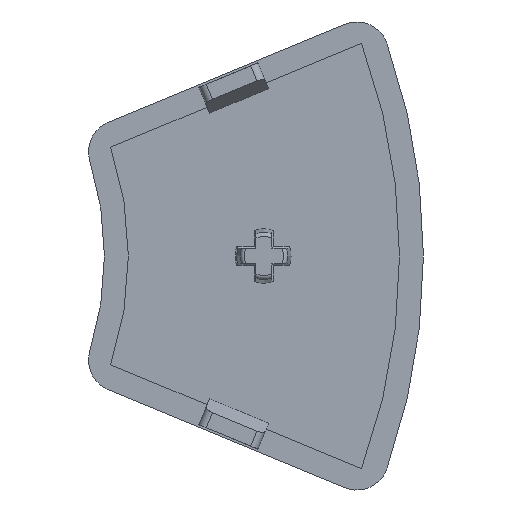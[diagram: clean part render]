
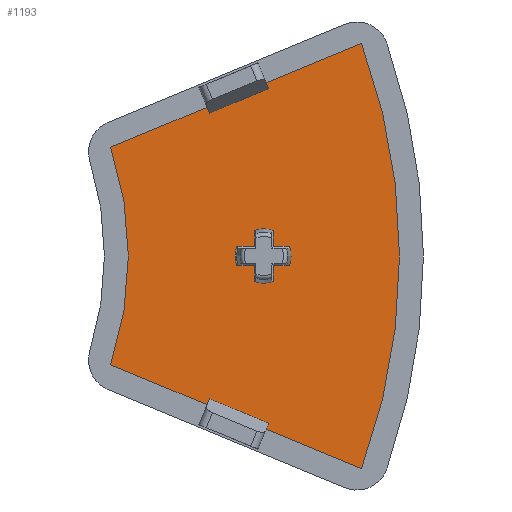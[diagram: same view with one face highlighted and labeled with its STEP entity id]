
A CAD part, front view. The second image highlights one B-rep face of the part: STEP entity #1193.
In plain terms, the highlighted planar face has unit normal (0, -1, 0).
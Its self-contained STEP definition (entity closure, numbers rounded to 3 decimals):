
#24 = VERTEX_POINT('',#25);
#25 = CARTESIAN_POINT('',(-7.115,-3.,18.659));
#40 = VERTEX_POINT('',#41);
#41 = CARTESIAN_POINT('',(-19.222,-3.,13.644));
#47 = EDGE_CURVE('',#40,#24,#48,.T.);
#48 = LINE('',#49,#50);
#49 = CARTESIAN_POINT('',(-19.222,-3.,13.644));
#50 = VECTOR('',#51,1.);
#51 = DIRECTION('',(0.924,0.,0.383));
#62 = VERTEX_POINT('',#63);
#63 = CARTESIAN_POINT('',(-7.115,-3.,-18.659));
#71 = EDGE_CURVE('',#62,#72,#74,.T.);
#72 = VERTEX_POINT('',#73);
#73 = CARTESIAN_POINT('',(-19.222,-3.,-13.644));
#74 = LINE('',#75,#76);
#75 = CARTESIAN_POINT('',(12.233,-3.,-26.673));
#76 = VECTOR('',#77,1.);
#77 = DIRECTION('',(-0.924,0.,0.383));
#163 = VERTEX_POINT('',#164);
#164 = CARTESIAN_POINT('',(-1.2,-3.,-3.181));
#171 = EDGE_CURVE('',#172,#163,#174,.T.);
#172 = VERTEX_POINT('',#173);
#173 = CARTESIAN_POINT('',(1.2,-3.,-3.181));
#174 = CIRCLE('',#175,3.4);
#175 = AXIS2_PLACEMENT_3D('',#176,#177,#178);
#176 = CARTESIAN_POINT('',(0.,-3.,0.));
#177 = DIRECTION('',(0.,1.,0.));
#178 = DIRECTION('',(0.,-0.,1.));
#223 = VERTEX_POINT('',#224);
#224 = CARTESIAN_POINT('',(1.2,-3.,3.181));
#231 = EDGE_CURVE('',#232,#223,#234,.T.);
#232 = VERTEX_POINT('',#233);
#233 = CARTESIAN_POINT('',(-1.2,-3.,3.181));
#234 = CIRCLE('',#235,3.4);
#235 = AXIS2_PLACEMENT_3D('',#236,#237,#238);
#236 = CARTESIAN_POINT('',(0.,-3.,0.));
#237 = DIRECTION('',(0.,1.,0.));
#238 = DIRECTION('',(0.,-0.,1.));
#1101 = EDGE_CURVE('',#40,#72,#1102,.T.);
#1102 = CIRCLE('',#1103,43.);
#1103 = AXIS2_PLACEMENT_3D('',#1104,#1105,#1106);
#1104 = CARTESIAN_POINT('',(-60.,-3.,0.));
#1105 = DIRECTION('',(-0.,1.,0.));
#1106 = DIRECTION('',(1.,0.,0.));
#1118 = VERTEX_POINT('',#1119);
#1119 = CARTESIAN_POINT('',(0.276,-3.,-21.72));
#1127 = VERTEX_POINT('',#1128);
#1128 = CARTESIAN_POINT('',(12.233,-3.,-26.673));
#1134 = EDGE_CURVE('',#1127,#1118,#1135,.T.);
#1135 = LINE('',#1136,#1137);
#1136 = CARTESIAN_POINT('',(12.233,-3.,-26.673));
#1137 = VECTOR('',#1138,1.);
#1138 = DIRECTION('',(-0.924,0.,0.383));
#1149 = EDGE_CURVE('',#1150,#1127,#1152,.T.);
#1150 = VERTEX_POINT('',#1151);
#1151 = CARTESIAN_POINT('',(12.233,-3.,26.673));
#1152 = CIRCLE('',#1153,77.);
#1153 = AXIS2_PLACEMENT_3D('',#1154,#1155,#1156);
#1154 = CARTESIAN_POINT('',(-60.,-3.,0.));
#1155 = DIRECTION('',(-0.,1.,0.));
#1156 = DIRECTION('',(1.,0.,0.));
#1174 = VERTEX_POINT('',#1175);
#1175 = CARTESIAN_POINT('',(0.276,-3.,21.72));
#1181 = EDGE_CURVE('',#1174,#1150,#1182,.T.);
#1182 = LINE('',#1183,#1184);
#1183 = CARTESIAN_POINT('',(-19.222,-3.,13.644));
#1184 = VECTOR('',#1185,1.);
#1185 = DIRECTION('',(0.924,0.,0.383));
#1193 = ADVANCED_FACE('',(#1194,#1246),#1328,.F.);
#1194 = FACE_BOUND('',#1195,.T.);
#1195 = EDGE_LOOP('',(#1196,#1206,#1212,#1213,#1214,#1215,#1223,#1231,
    #1237,#1238,#1239,#1240));
#1196 = ORIENTED_EDGE('',*,*,#1197,.T.);
#1197 = EDGE_CURVE('',#1198,#1200,#1202,.T.);
#1198 = VERTEX_POINT('',#1199);
#1199 = CARTESIAN_POINT('',(0.583,-3.,20.981));
#1200 = VERTEX_POINT('',#1201);
#1201 = CARTESIAN_POINT('',(-6.809,-3.,17.92));
#1202 = LINE('',#1203,#1204);
#1203 = CARTESIAN_POINT('',(0.583,-3.,20.981));
#1204 = VECTOR('',#1205,1.);
#1205 = DIRECTION('',(-0.924,0.,-0.383));
#1206 = ORIENTED_EDGE('',*,*,#1207,.T.);
#1207 = EDGE_CURVE('',#1200,#24,#1208,.T.);
#1208 = LINE('',#1209,#1210);
#1209 = CARTESIAN_POINT('',(-6.809,-3.,17.92));
#1210 = VECTOR('',#1211,1.);
#1211 = DIRECTION('',(-0.383,0.,0.924));
#1212 = ORIENTED_EDGE('',*,*,#47,.F.);
#1213 = ORIENTED_EDGE('',*,*,#1101,.T.);
#1214 = ORIENTED_EDGE('',*,*,#71,.F.);
#1215 = ORIENTED_EDGE('',*,*,#1216,.T.);
#1216 = EDGE_CURVE('',#62,#1217,#1219,.T.);
#1217 = VERTEX_POINT('',#1218);
#1218 = CARTESIAN_POINT('',(-6.809,-3.,-17.92));
#1219 = LINE('',#1220,#1221);
#1220 = CARTESIAN_POINT('',(-8.263,-3.,-21.43));
#1221 = VECTOR('',#1222,1.);
#1222 = DIRECTION('',(0.383,0.,0.924));
#1223 = ORIENTED_EDGE('',*,*,#1224,.T.);
#1224 = EDGE_CURVE('',#1217,#1225,#1227,.T.);
#1225 = VERTEX_POINT('',#1226);
#1226 = CARTESIAN_POINT('',(0.583,-3.,-20.981));
#1227 = LINE('',#1228,#1229);
#1228 = CARTESIAN_POINT('',(-6.809,-3.,-17.92));
#1229 = VECTOR('',#1230,1.);
#1230 = DIRECTION('',(0.924,0.,-0.383));
#1231 = ORIENTED_EDGE('',*,*,#1232,.T.);
#1232 = EDGE_CURVE('',#1225,#1118,#1233,.T.);
#1233 = LINE('',#1234,#1235);
#1234 = CARTESIAN_POINT('',(0.583,-3.,-20.981));
#1235 = VECTOR('',#1236,1.);
#1236 = DIRECTION('',(-0.383,0.,-0.924));
#1237 = ORIENTED_EDGE('',*,*,#1134,.F.);
#1238 = ORIENTED_EDGE('',*,*,#1149,.F.);
#1239 = ORIENTED_EDGE('',*,*,#1181,.F.);
#1240 = ORIENTED_EDGE('',*,*,#1241,.T.);
#1241 = EDGE_CURVE('',#1174,#1198,#1242,.T.);
#1242 = LINE('',#1243,#1244);
#1243 = CARTESIAN_POINT('',(-0.872,-3.,24.492));
#1244 = VECTOR('',#1245,1.);
#1245 = DIRECTION('',(0.383,0.,-0.924));
#1246 = FACE_BOUND('',#1247,.T.);
#1247 = EDGE_LOOP('',(#1248,#1256,#1257,#1265,#1273,#1282,#1290,#1296,
    #1297,#1305,#1313,#1322));
#1248 = ORIENTED_EDGE('',*,*,#1249,.T.);
#1249 = EDGE_CURVE('',#1250,#172,#1252,.T.);
#1250 = VERTEX_POINT('',#1251);
#1251 = CARTESIAN_POINT('',(1.2,-3.,-1.2));
#1252 = LINE('',#1253,#1254);
#1253 = CARTESIAN_POINT('',(1.2,-3.,-3.25));
#1254 = VECTOR('',#1255,1.);
#1255 = DIRECTION('',(0.,0.,-1.));
#1256 = ORIENTED_EDGE('',*,*,#171,.T.);
#1257 = ORIENTED_EDGE('',*,*,#1258,.T.);
#1258 = EDGE_CURVE('',#163,#1259,#1261,.T.);
#1259 = VERTEX_POINT('',#1260);
#1260 = CARTESIAN_POINT('',(-1.2,-3.,-1.2));
#1261 = LINE('',#1262,#1263);
#1262 = CARTESIAN_POINT('',(-1.2,-3.,-1.));
#1263 = VECTOR('',#1264,1.);
#1264 = DIRECTION('',(0.,0.,1.));
#1265 = ORIENTED_EDGE('',*,*,#1266,.T.);
#1266 = EDGE_CURVE('',#1259,#1267,#1269,.T.);
#1267 = VERTEX_POINT('',#1268);
#1268 = CARTESIAN_POINT('',(-3.394,-3.,-1.2));
#1269 = LINE('',#1270,#1271);
#1270 = CARTESIAN_POINT('',(-3.25,-3.,-1.2));
#1271 = VECTOR('',#1272,1.);
#1272 = DIRECTION('',(-1.,0.,0.));
#1273 = ORIENTED_EDGE('',*,*,#1274,.T.);
#1274 = EDGE_CURVE('',#1267,#1275,#1277,.T.);
#1275 = VERTEX_POINT('',#1276);
#1276 = CARTESIAN_POINT('',(-3.394,-3.,1.2));
#1277 = CIRCLE('',#1278,3.6);
#1278 = AXIS2_PLACEMENT_3D('',#1279,#1280,#1281);
#1279 = CARTESIAN_POINT('',(0.,-3.,0.));
#1280 = DIRECTION('',(0.,1.,0.));
#1281 = DIRECTION('',(0.,-0.,1.));
#1282 = ORIENTED_EDGE('',*,*,#1283,.T.);
#1283 = EDGE_CURVE('',#1275,#1284,#1286,.T.);
#1284 = VERTEX_POINT('',#1285);
#1285 = CARTESIAN_POINT('',(-1.2,-3.,1.2));
#1286 = LINE('',#1287,#1288);
#1287 = CARTESIAN_POINT('',(-1.,-3.,1.2));
#1288 = VECTOR('',#1289,1.);
#1289 = DIRECTION('',(1.,0.,0.));
#1290 = ORIENTED_EDGE('',*,*,#1291,.T.);
#1291 = EDGE_CURVE('',#1284,#232,#1292,.T.);
#1292 = LINE('',#1293,#1294);
#1293 = CARTESIAN_POINT('',(-1.2,-3.,3.25));
#1294 = VECTOR('',#1295,1.);
#1295 = DIRECTION('',(0.,0.,1.));
#1296 = ORIENTED_EDGE('',*,*,#231,.T.);
#1297 = ORIENTED_EDGE('',*,*,#1298,.T.);
#1298 = EDGE_CURVE('',#223,#1299,#1301,.T.);
#1299 = VERTEX_POINT('',#1300);
#1300 = CARTESIAN_POINT('',(1.2,-3.,1.2));
#1301 = LINE('',#1302,#1303);
#1302 = CARTESIAN_POINT('',(1.2,-3.,1.));
#1303 = VECTOR('',#1304,1.);
#1304 = DIRECTION('',(0.,0.,-1.));
#1305 = ORIENTED_EDGE('',*,*,#1306,.T.);
#1306 = EDGE_CURVE('',#1299,#1307,#1309,.T.);
#1307 = VERTEX_POINT('',#1308);
#1308 = CARTESIAN_POINT('',(3.181,-3.,1.2));
#1309 = LINE('',#1310,#1311);
#1310 = CARTESIAN_POINT('',(3.25,-3.,1.2));
#1311 = VECTOR('',#1312,1.);
#1312 = DIRECTION('',(1.,0.,0.));
#1313 = ORIENTED_EDGE('',*,*,#1314,.T.);
#1314 = EDGE_CURVE('',#1307,#1315,#1317,.T.);
#1315 = VERTEX_POINT('',#1316);
#1316 = CARTESIAN_POINT('',(3.181,-3.,-1.2));
#1317 = CIRCLE('',#1318,3.4);
#1318 = AXIS2_PLACEMENT_3D('',#1319,#1320,#1321);
#1319 = CARTESIAN_POINT('',(0.,-3.,0.));
#1320 = DIRECTION('',(0.,1.,0.));
#1321 = DIRECTION('',(0.,-0.,1.));
#1322 = ORIENTED_EDGE('',*,*,#1323,.T.);
#1323 = EDGE_CURVE('',#1315,#1250,#1324,.T.);
#1324 = LINE('',#1325,#1326);
#1325 = CARTESIAN_POINT('',(1.,-3.,-1.2));
#1326 = VECTOR('',#1327,1.);
#1327 = DIRECTION('',(-1.,0.,0.));
#1328 = PLANE('',#1329);
#1329 = AXIS2_PLACEMENT_3D('',#1330,#1331,#1332);
#1330 = CARTESIAN_POINT('',(-60.,-3.,0.));
#1331 = DIRECTION('',(0.,1.,0.));
#1332 = DIRECTION('',(0.,-0.,1.));
